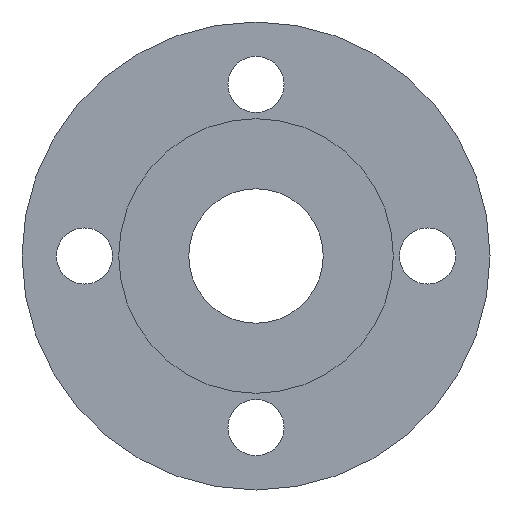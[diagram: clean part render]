
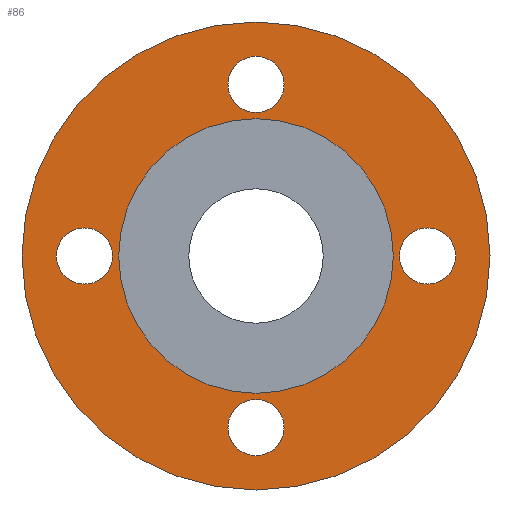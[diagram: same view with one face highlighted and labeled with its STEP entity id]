
A CAD part, front view. The second image highlights one B-rep face of the part: STEP entity #86.
In plain terms, the highlighted planar face has unit normal (0, -1, 0).
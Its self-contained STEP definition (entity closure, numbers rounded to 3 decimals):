
#3 = EDGE_LOOP ( 'NONE', ( #155, #167 ) ) ;
#11 = AXIS2_PLACEMENT_3D ( 'NONE', #166, #492, #553 ) ;
#21 = EDGE_CURVE ( 'NONE', #409, #468, #365, .T. ) ;
#28 = VERTEX_POINT ( 'NONE', #227 ) ;
#40 = DIRECTION ( 'NONE',  ( 0., 0., -1. ) ) ;
#46 = EDGE_CURVE ( 'NONE', #468, #409, #126, .T. ) ;
#47 = PLANE ( 'NONE',  #509 ) ;
#49 = AXIS2_PLACEMENT_3D ( 'NONE', #78, #580, #461 ) ;
#52 = ORIENTED_EDGE ( 'NONE', *, *, #72, .F. ) ;
#54 = AXIS2_PLACEMENT_3D ( 'NONE', #774, #769, #419 ) ;
#56 = DIRECTION ( 'NONE',  ( 0., -1., 0. ) ) ;
#57 = ORIENTED_EDGE ( 'NONE', *, *, #581, .F. ) ;
#68 = VERTEX_POINT ( 'NONE', #601 ) ;
#72 = EDGE_CURVE ( 'NONE', #330, #73, #407, .T. ) ;
#73 = VERTEX_POINT ( 'NONE', #107 ) ;
#78 = CARTESIAN_POINT ( 'NONE',  ( 0., 3., -55. ) ) ;
#86 = ADVANCED_FACE ( 'NONE', ( #101, #538, #479, #723, #162, #612 ), #47, .T. ) ;
#89 = CIRCLE ( 'NONE', #127, 75. ) ;
#101 = FACE_BOUND ( 'NONE', #665, .T. ) ;
#104 = EDGE_CURVE ( 'NONE', #297, #669, #151, .T. ) ;
#106 = EDGE_CURVE ( 'NONE', #28, #514, #549, .T. ) ;
#107 = CARTESIAN_POINT ( 'NONE',  ( 0., 3., -46. ) ) ;
#125 = DIRECTION ( 'NONE',  ( 0., 0., -1. ) ) ;
#126 = CIRCLE ( 'NONE', #648, 9. ) ;
#127 = AXIS2_PLACEMENT_3D ( 'NONE', #426, #446, #311 ) ;
#136 = CARTESIAN_POINT ( 'NONE',  ( -55., 3., -9. ) ) ;
#141 = ORIENTED_EDGE ( 'NONE', *, *, #542, .F. ) ;
#151 = CIRCLE ( 'NONE', #586, 9. ) ;
#152 = AXIS2_PLACEMENT_3D ( 'NONE', #622, #798, #304 ) ;
#155 = ORIENTED_EDGE ( 'NONE', *, *, #46, .F. ) ;
#158 = EDGE_LOOP ( 'NONE', ( #223, #206 ) ) ;
#162 = FACE_BOUND ( 'NONE', #158, .T. ) ;
#166 = CARTESIAN_POINT ( 'NONE',  ( 0., 3., 0. ) ) ;
#167 = ORIENTED_EDGE ( 'NONE', *, *, #21, .F. ) ;
#177 = CARTESIAN_POINT ( 'NONE',  ( 0., 3., 55. ) ) ;
#191 = VERTEX_POINT ( 'NONE', #136 ) ;
#206 = ORIENTED_EDGE ( 'NONE', *, *, #106, .T. ) ;
#216 = CARTESIAN_POINT ( 'NONE',  ( 0., 3., -75. ) ) ;
#223 = ORIENTED_EDGE ( 'NONE', *, *, #794, .T. ) ;
#227 = CARTESIAN_POINT ( 'NONE',  ( 0., 3., -44. ) ) ;
#240 = DIRECTION ( 'NONE',  ( 0., -1., 0. ) ) ;
#253 = CARTESIAN_POINT ( 'NONE',  ( 55., 3., -9. ) ) ;
#262 = CIRCLE ( 'NONE', #49, 9. ) ;
#268 = AXIS2_PLACEMENT_3D ( 'NONE', #795, #434, #362 ) ;
#277 = EDGE_LOOP ( 'NONE', ( #52, #788 ) ) ;
#297 = VERTEX_POINT ( 'NONE', #253 ) ;
#304 = DIRECTION ( 'NONE',  ( 0., 0., -1. ) ) ;
#305 = CARTESIAN_POINT ( 'NONE',  ( 0., 3., -55. ) ) ;
#308 = CARTESIAN_POINT ( 'NONE',  ( 0., 3., 44. ) ) ;
#311 = DIRECTION ( 'NONE',  ( 0., 0., 1. ) ) ;
#314 = DIRECTION ( 'NONE',  ( 0., -1., 0. ) ) ;
#320 = DIRECTION ( 'NONE',  ( 0., 1., 0. ) ) ;
#324 = CARTESIAN_POINT ( 'NONE',  ( 55., 3., 9. ) ) ;
#330 = VERTEX_POINT ( 'NONE', #791 ) ;
#354 = CARTESIAN_POINT ( 'NONE',  ( 0., 3., 44. ) ) ;
#362 = DIRECTION ( 'NONE',  ( 0., 0., -1. ) ) ;
#365 = CIRCLE ( 'NONE', #751, 9. ) ;
#369 = CIRCLE ( 'NONE', #54, 44. ) ;
#381 = CIRCLE ( 'NONE', #650, 9. ) ;
#386 = CARTESIAN_POINT ( 'NONE',  ( 0., 3., 75. ) ) ;
#407 = CIRCLE ( 'NONE', #790, 9. ) ;
#409 = VERTEX_POINT ( 'NONE', #657 ) ;
#419 = DIRECTION ( 'NONE',  ( 0., 0., 1. ) ) ;
#426 = CARTESIAN_POINT ( 'NONE',  ( 0., 3., 0. ) ) ;
#432 = DIRECTION ( 'NONE',  ( 0., -1., 0. ) ) ;
#434 = DIRECTION ( 'NONE',  ( 0., -1., 0. ) ) ;
#446 = DIRECTION ( 'NONE',  ( 0., 1., 0. ) ) ;
#461 = DIRECTION ( 'NONE',  ( 0., 0., -1. ) ) ;
#465 = EDGE_CURVE ( 'NONE', #73, #330, #262, .T. ) ;
#468 = VERTEX_POINT ( 'NONE', #706 ) ;
#479 = FACE_BOUND ( 'NONE', #764, .T. ) ;
#480 = EDGE_LOOP ( 'NONE', ( #729, #804 ) ) ;
#486 = EDGE_CURVE ( 'NONE', #68, #191, #510, .T. ) ;
#492 = DIRECTION ( 'NONE',  ( 0., 1., 0. ) ) ;
#496 = DIRECTION ( 'NONE',  ( 0., 0., -1. ) ) ;
#502 = DIRECTION ( 'NONE',  ( 0., 0., 1. ) ) ;
#509 = AXIS2_PLACEMENT_3D ( 'NONE', #354, #240, #40 ) ;
#510 = CIRCLE ( 'NONE', #152, 9. ) ;
#514 = VERTEX_POINT ( 'NONE', #308 ) ;
#524 = EDGE_CURVE ( 'NONE', #800, #718, #611, .T. ) ;
#538 = FACE_BOUND ( 'NONE', #3, .T. ) ;
#542 = EDGE_CURVE ( 'NONE', #191, #68, #381, .T. ) ;
#544 = DIRECTION ( 'NONE',  ( 0., 0., -1. ) ) ;
#549 = CIRCLE ( 'NONE', #11, 44. ) ;
#552 = CARTESIAN_POINT ( 'NONE',  ( 0., 3., 0. ) ) ;
#553 = DIRECTION ( 'NONE',  ( 0., 0., 1. ) ) ;
#556 = DIRECTION ( 'NONE',  ( 0., 0., -1. ) ) ;
#564 = CARTESIAN_POINT ( 'NONE',  ( -55., 3., 0. ) ) ;
#566 = EDGE_CURVE ( 'NONE', #718, #800, #89, .T. ) ;
#580 = DIRECTION ( 'NONE',  ( 0., -1., 0. ) ) ;
#581 = EDGE_CURVE ( 'NONE', #669, #297, #752, .T. ) ;
#586 = AXIS2_PLACEMENT_3D ( 'NONE', #728, #56, #544 ) ;
#588 = AXIS2_PLACEMENT_3D ( 'NONE', #552, #320, #502 ) ;
#601 = CARTESIAN_POINT ( 'NONE',  ( -55., 3., 9. ) ) ;
#611 = CIRCLE ( 'NONE', #588, 75. ) ;
#612 = FACE_OUTER_BOUND ( 'NONE', #480, .T. ) ;
#622 = CARTESIAN_POINT ( 'NONE',  ( -55., 3., 0. ) ) ;
#647 = ORIENTED_EDGE ( 'NONE', *, *, #486, .F. ) ;
#648 = AXIS2_PLACEMENT_3D ( 'NONE', #177, #736, #556 ) ;
#650 = AXIS2_PLACEMENT_3D ( 'NONE', #564, #314, #125 ) ;
#657 = CARTESIAN_POINT ( 'NONE',  ( 0., 3., 64. ) ) ;
#665 = EDGE_LOOP ( 'NONE', ( #745, #57 ) ) ;
#669 = VERTEX_POINT ( 'NONE', #324 ) ;
#673 = CARTESIAN_POINT ( 'NONE',  ( 0., 3., 55. ) ) ;
#706 = CARTESIAN_POINT ( 'NONE',  ( 0., 3., 46. ) ) ;
#718 = VERTEX_POINT ( 'NONE', #386 ) ;
#723 = FACE_BOUND ( 'NONE', #277, .T. ) ;
#728 = CARTESIAN_POINT ( 'NONE',  ( 55., 3., 0. ) ) ;
#729 = ORIENTED_EDGE ( 'NONE', *, *, #566, .F. ) ;
#736 = DIRECTION ( 'NONE',  ( 0., -1., 0. ) ) ;
#738 = DIRECTION ( 'NONE',  ( 0., -1., 0. ) ) ;
#745 = ORIENTED_EDGE ( 'NONE', *, *, #104, .F. ) ;
#751 = AXIS2_PLACEMENT_3D ( 'NONE', #673, #738, #787 ) ;
#752 = CIRCLE ( 'NONE', #268, 9. ) ;
#764 = EDGE_LOOP ( 'NONE', ( #141, #647 ) ) ;
#769 = DIRECTION ( 'NONE',  ( 0., 1., 0. ) ) ;
#774 = CARTESIAN_POINT ( 'NONE',  ( 0., 3., 0. ) ) ;
#787 = DIRECTION ( 'NONE',  ( 0., 0., -1. ) ) ;
#788 = ORIENTED_EDGE ( 'NONE', *, *, #465, .F. ) ;
#790 = AXIS2_PLACEMENT_3D ( 'NONE', #305, #432, #496 ) ;
#791 = CARTESIAN_POINT ( 'NONE',  ( 0., 3., -64. ) ) ;
#794 = EDGE_CURVE ( 'NONE', #514, #28, #369, .T. ) ;
#795 = CARTESIAN_POINT ( 'NONE',  ( 55., 3., 0. ) ) ;
#798 = DIRECTION ( 'NONE',  ( 0., -1., 0. ) ) ;
#800 = VERTEX_POINT ( 'NONE', #216 ) ;
#804 = ORIENTED_EDGE ( 'NONE', *, *, #524, .F. ) ;
